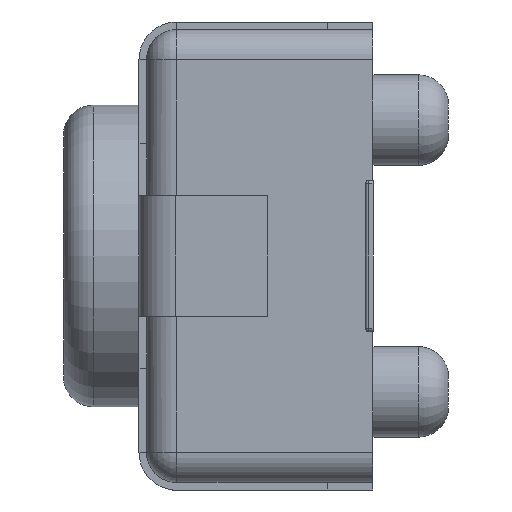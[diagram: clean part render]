
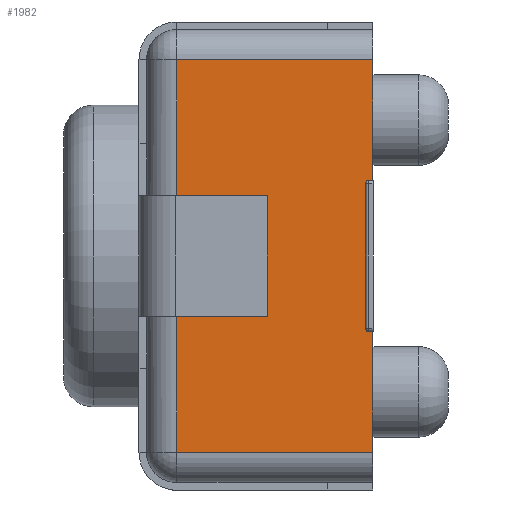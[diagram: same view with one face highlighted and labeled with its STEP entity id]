
A CAD part, left-side view. The second image highlights one B-rep face of the part: STEP entity #1982.
In plain terms, the highlighted planar face has unit normal (-1, 0, 0).
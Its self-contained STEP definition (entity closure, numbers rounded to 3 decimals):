
#30 = DIRECTION ( 'NONE',  ( 1., 0., 0. ) ) ;
#45 = VERTEX_POINT ( 'NONE', #4704 ) ;
#186 = ORIENTED_EDGE ( 'NONE', *, *, #2247, .F. ) ;
#212 = DIRECTION ( 'NONE',  ( 0., 0., 1. ) ) ;
#293 = CARTESIAN_POINT ( 'NONE',  ( -2., 0., 1.3 ) ) ;
#347 = DIRECTION ( 'NONE',  ( 0., 0., -1. ) ) ;
#450 = VECTOR ( 'NONE', #1548, 1000. ) ;
#492 = LINE ( 'NONE', #3955, #3481 ) ;
#516 = ORIENTED_EDGE ( 'NONE', *, *, #2957, .T. ) ;
#518 = VERTEX_POINT ( 'NONE', #3530 ) ;
#652 = DIRECTION ( 'NONE',  ( 0., 0., -1. ) ) ;
#658 = DIRECTION ( 'NONE',  ( 0., 1., 0. ) ) ;
#672 = LINE ( 'NONE', #2887, #2352 ) ;
#734 = EDGE_CURVE ( 'NONE', #45, #2753, #4435, .T. ) ;
#919 = LINE ( 'NONE', #3282, #4537 ) ;
#1047 = EDGE_CURVE ( 'NONE', #3295, #2189, #1066, .T. ) ;
#1066 = LINE ( 'NONE', #3850, #2749 ) ;
#1077 = DIRECTION ( 'NONE',  ( 1., 0., 0. ) ) ;
#1092 = CARTESIAN_POINT ( 'NONE',  ( -2., 0., -1.5 ) ) ;
#1093 = VERTEX_POINT ( 'NONE', #1857 ) ;
#1095 = PLANE ( 'NONE',  #3360 ) ;
#1218 = EDGE_CURVE ( 'NONE', #2382, #518, #4491, .T. ) ;
#1534 = VERTEX_POINT ( 'NONE', #2945 ) ;
#1537 = EDGE_LOOP ( 'NONE', ( #2816, #5317, #4103, #2519, #516, #4312, #3854, #4456, #5173, #1996, #2303, #1678, #186, #4806 ) ) ;
#1548 = DIRECTION ( 'NONE',  ( 0., 0., 1. ) ) ;
#1562 = EDGE_CURVE ( 'NONE', #3743, #1534, #4697, .T. ) ;
#1623 = DIRECTION ( 'NONE',  ( 0., -1., 0. ) ) ;
#1653 = DIRECTION ( 'NONE',  ( 0., 0., -1. ) ) ;
#1678 = ORIENTED_EDGE ( 'NONE', *, *, #3413, .T. ) ;
#1685 = EDGE_CURVE ( 'NONE', #45, #3295, #1830, .T. ) ;
#1701 = AXIS2_PLACEMENT_3D ( 'NONE', #2524, #30, #2927 ) ;
#1708 = VECTOR ( 'NONE', #1653, 1000. ) ;
#1791 = CARTESIAN_POINT ( 'NONE',  ( -2., 1.305, -0.4 ) ) ;
#1830 = LINE ( 'NONE', #1791, #2983 ) ;
#1857 = CARTESIAN_POINT ( 'NONE',  ( -2., 0., -1.3 ) ) ;
#1891 = CARTESIAN_POINT ( 'NONE',  ( -2., 1.3, -1.3 ) ) ;
#1933 = CARTESIAN_POINT ( 'NONE',  ( -2., 0.03, 0.48 ) ) ;
#1982 = ADVANCED_FACE ( 'NONE', ( #3187 ), #1095, .F. ) ;
#1996 = ORIENTED_EDGE ( 'NONE', *, *, #734, .T. ) ;
#2095 = CARTESIAN_POINT ( 'NONE',  ( -2., 0.03, -0.5 ) ) ;
#2111 = AXIS2_PLACEMENT_3D ( 'NONE', #1933, #4858, #652 ) ;
#2187 = EDGE_CURVE ( 'NONE', #3527, #4796, #4609, .T. ) ;
#2189 = VERTEX_POINT ( 'NONE', #4847 ) ;
#2247 = EDGE_CURVE ( 'NONE', #3743, #2728, #919, .T. ) ;
#2281 = CARTESIAN_POINT ( 'NONE',  ( -2., 0., -0.5 ) ) ;
#2303 = ORIENTED_EDGE ( 'NONE', *, *, #5236, .T. ) ;
#2352 = VECTOR ( 'NONE', #4536, 1000. ) ;
#2364 = EDGE_CURVE ( 'NONE', #2189, #3283, #3112, .T. ) ;
#2382 = VERTEX_POINT ( 'NONE', #4090 ) ;
#2386 = EDGE_CURVE ( 'NONE', #2382, #1534, #4997, .T. ) ;
#2406 = CARTESIAN_POINT ( 'NONE',  ( -2., 1.3, 1.3 ) ) ;
#2460 = CARTESIAN_POINT ( 'NONE',  ( -2., 0.05, 0.5 ) ) ;
#2519 = ORIENTED_EDGE ( 'NONE', *, *, #2187, .T. ) ;
#2524 = CARTESIAN_POINT ( 'NONE',  ( -2., 0.03, -0.48 ) ) ;
#2583 = CARTESIAN_POINT ( 'NONE',  ( -2., 0.7, -0.4 ) ) ;
#2728 = VERTEX_POINT ( 'NONE', #2281 ) ;
#2749 = VECTOR ( 'NONE', #4740, 1000. ) ;
#2753 = VERTEX_POINT ( 'NONE', #1891 ) ;
#2816 = ORIENTED_EDGE ( 'NONE', *, *, #2386, .F. ) ;
#2887 = CARTESIAN_POINT ( 'NONE',  ( -2., 1.3, -1.5 ) ) ;
#2927 = DIRECTION ( 'NONE',  ( 0., 0., -1. ) ) ;
#2945 = CARTESIAN_POINT ( 'NONE',  ( -2., 0.05, -0.48 ) ) ;
#2957 = EDGE_CURVE ( 'NONE', #4796, #4743, #492, .T. ) ;
#2983 = VECTOR ( 'NONE', #4663, 1000. ) ;
#3112 = LINE ( 'NONE', #4926, #3625 ) ;
#3128 = LINE ( 'NONE', #2460, #3697 ) ;
#3168 = CARTESIAN_POINT ( 'NONE',  ( -2., 1.5, -1.5 ) ) ;
#3187 = FACE_OUTER_BOUND ( 'NONE', #1537, .T. ) ;
#3208 = CARTESIAN_POINT ( 'NONE',  ( -2., 0., 0.5 ) ) ;
#3272 = LINE ( 'NONE', #1092, #5237 ) ;
#3282 = CARTESIAN_POINT ( 'NONE',  ( -2., 0.05, -0.5 ) ) ;
#3283 = VERTEX_POINT ( 'NONE', #5131 ) ;
#3295 = VERTEX_POINT ( 'NONE', #2583 ) ;
#3298 = DIRECTION ( 'NONE',  ( 0., -1., 0. ) ) ;
#3360 = AXIS2_PLACEMENT_3D ( 'NONE', #3168, #1077, #3978 ) ;
#3362 = DIRECTION ( 'NONE',  ( 0., -1., 0. ) ) ;
#3413 = EDGE_CURVE ( 'NONE', #1093, #2728, #3272, .T. ) ;
#3481 = VECTOR ( 'NONE', #658, 1000. ) ;
#3516 = LINE ( 'NONE', #3724, #5274 ) ;
#3527 = VERTEX_POINT ( 'NONE', #3208 ) ;
#3530 = CARTESIAN_POINT ( 'NONE',  ( -2., 0.03, 0.5 ) ) ;
#3625 = VECTOR ( 'NONE', #3710, 1000. ) ;
#3686 = VECTOR ( 'NONE', #347, 1000. ) ;
#3697 = VECTOR ( 'NONE', #3298, 1000. ) ;
#3710 = DIRECTION ( 'NONE',  ( 0., 1., 0. ) ) ;
#3711 = CARTESIAN_POINT ( 'NONE',  ( -2., 1.3, -1.5 ) ) ;
#3724 = CARTESIAN_POINT ( 'NONE',  ( -2., 1.5, -1.3 ) ) ;
#3743 = VERTEX_POINT ( 'NONE', #2095 ) ;
#3850 = CARTESIAN_POINT ( 'NONE',  ( -2., 0.7, -0.4 ) ) ;
#3854 = ORIENTED_EDGE ( 'NONE', *, *, #2364, .F. ) ;
#3955 = CARTESIAN_POINT ( 'NONE',  ( -2., 1.5, 1.3 ) ) ;
#3978 = DIRECTION ( 'NONE',  ( 0., 0., -1. ) ) ;
#4090 = CARTESIAN_POINT ( 'NONE',  ( -2., 0.05, 0.48 ) ) ;
#4103 = ORIENTED_EDGE ( 'NONE', *, *, #4954, .T. ) ;
#4312 = ORIENTED_EDGE ( 'NONE', *, *, #4920, .T. ) ;
#4435 = LINE ( 'NONE', #3711, #1708 ) ;
#4456 = ORIENTED_EDGE ( 'NONE', *, *, #1047, .F. ) ;
#4491 = CIRCLE ( 'NONE', #2111, 0.02 ) ;
#4536 = DIRECTION ( 'NONE',  ( 0., 0., -1. ) ) ;
#4537 = VECTOR ( 'NONE', #1623, 1000. ) ;
#4609 = LINE ( 'NONE', #4912, #450 ) ;
#4663 = DIRECTION ( 'NONE',  ( 0., -1., 0. ) ) ;
#4697 = CIRCLE ( 'NONE', #1701, 0.02 ) ;
#4704 = CARTESIAN_POINT ( 'NONE',  ( -2., 1.3, -0.4 ) ) ;
#4740 = DIRECTION ( 'NONE',  ( 0., 0., 1. ) ) ;
#4743 = VERTEX_POINT ( 'NONE', #2406 ) ;
#4796 = VERTEX_POINT ( 'NONE', #293 ) ;
#4806 = ORIENTED_EDGE ( 'NONE', *, *, #1562, .T. ) ;
#4847 = CARTESIAN_POINT ( 'NONE',  ( -2., 0.7, 0.4 ) ) ;
#4858 = DIRECTION ( 'NONE',  ( 1., 0., 0. ) ) ;
#4912 = CARTESIAN_POINT ( 'NONE',  ( -2., 0., -1.5 ) ) ;
#4920 = EDGE_CURVE ( 'NONE', #4743, #3283, #672, .T. ) ;
#4926 = CARTESIAN_POINT ( 'NONE',  ( -2., 1.305, 0.4 ) ) ;
#4954 = EDGE_CURVE ( 'NONE', #518, #3527, #3128, .T. ) ;
#4997 = LINE ( 'NONE', #5391, #3686 ) ;
#5131 = CARTESIAN_POINT ( 'NONE',  ( -2., 1.3, 0.4 ) ) ;
#5173 = ORIENTED_EDGE ( 'NONE', *, *, #1685, .F. ) ;
#5236 = EDGE_CURVE ( 'NONE', #2753, #1093, #3516, .T. ) ;
#5237 = VECTOR ( 'NONE', #212, 1000. ) ;
#5274 = VECTOR ( 'NONE', #3362, 1000. ) ;
#5317 = ORIENTED_EDGE ( 'NONE', *, *, #1218, .T. ) ;
#5391 = CARTESIAN_POINT ( 'NONE',  ( -2., 0.05, 0.5 ) ) ;
